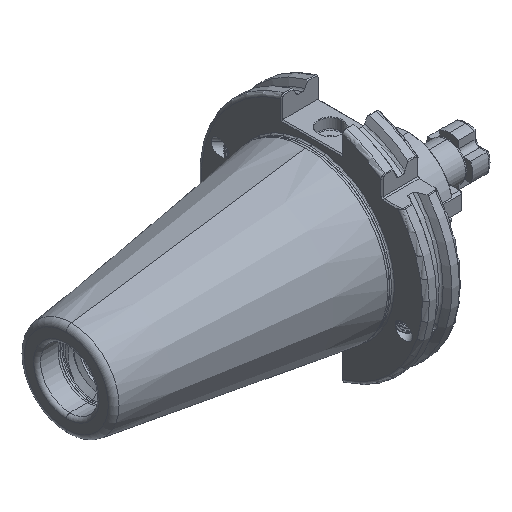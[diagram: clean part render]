
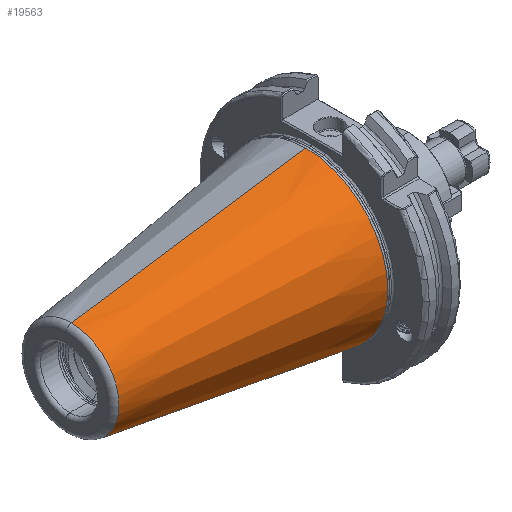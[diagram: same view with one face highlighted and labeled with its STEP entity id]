
A CAD part, isometric view. The second image highlights one B-rep face of the part: STEP entity #19563.
In plain terms, the highlighted conical face has half-angle 8.297 degrees and reference radius 35.392 mm.
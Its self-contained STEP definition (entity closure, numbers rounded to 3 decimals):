
#842 = CIRCLE ( 'NONE', #35789, 35.027 ) ;
#859 = VECTOR ( 'NONE', #5506, 1000. ) ;
#904 = LINE ( 'NONE', #5476, #859 ) ;
#942 = VECTOR ( 'NONE', #7549, 1000. ) ;
#959 = LINE ( 'NONE', #7546, #942 ) ;
#4620 = DIRECTION ( 'NONE',  ( 0., 1., 0. ) ) ;
#4623 = DIRECTION ( 'NONE',  ( 1., 0., 0. ) ) ;
#4636 = CARTESIAN_POINT ( 'NONE',  ( -2.5, 0., 0. ) ) ;
#5476 = CARTESIAN_POINT ( 'NONE',  ( 0., 0., 35.392 ) ) ;
#5506 = DIRECTION ( 'NONE',  ( 0.99, 0., 0.144 ) ) ;
#7546 = CARTESIAN_POINT ( 'NONE',  ( 0., 0., -35.392 ) ) ;
#7549 = DIRECTION ( 'NONE',  ( 0.99, 0., -0.144 ) ) ;
#10730 = EDGE_LOOP ( 'NONE', ( #13810, #13856, #13881, #13852, #13904 ) ) ;
#13810 = ORIENTED_EDGE ( 'NONE', *, *, #29741, .F. ) ;
#13852 = ORIENTED_EDGE ( 'NONE', *, *, #29144, .F. ) ;
#13856 = ORIENTED_EDGE ( 'NONE', *, *, #29154, .T. ) ;
#13881 = ORIENTED_EDGE ( 'NONE', *, *, #29814, .T. ) ;
#13904 = ORIENTED_EDGE ( 'NONE', *, *, #29715, .F. ) ;
#15482 = DIRECTION ( 'NONE',  ( 1., 0., 0. ) ) ;
#15490 = DIRECTION ( 'NONE',  ( 0., 0., -1. ) ) ;
#15501 = CARTESIAN_POINT ( 'NONE',  ( 0., 0., 0. ) ) ;
#16961 = CIRCLE ( 'NONE', #31049, 35.027 ) ;
#17213 = CIRCLE ( 'NONE', #31006, 20.399 ) ;
#19563 = ADVANCED_FACE ( 'NONE', ( #30033 ), #30064, .T. ) ;
#22178 = CARTESIAN_POINT ( 'NONE',  ( -2.5, 0., 0. ) ) ;
#22204 = DIRECTION ( 'NONE',  ( 1., 0., 0. ) ) ;
#22205 = DIRECTION ( 'NONE',  ( 0., 1., 0. ) ) ;
#22241 = CARTESIAN_POINT ( 'NONE',  ( -102.811, 0., 0. ) ) ;
#22242 = DIRECTION ( 'NONE',  ( 1., 0., 0. ) ) ;
#22243 = DIRECTION ( 'NONE',  ( 0., 0., 1. ) ) ;
#24463 = VERTEX_POINT ( 'NONE', #40040 ) ;
#24472 = VERTEX_POINT ( 'NONE', #40049 ) ;
#24571 = VERTEX_POINT ( 'NONE', #40109 ) ;
#24593 = VERTEX_POINT ( 'NONE', #40132 ) ;
#24603 = VERTEX_POINT ( 'NONE', #40111 ) ;
#29144 = EDGE_CURVE ( 'NONE', #24472, #24571, #16961, .T. ) ;
#29154 = EDGE_CURVE ( 'NONE', #24603, #24463, #17213, .T. ) ;
#29715 = EDGE_CURVE ( 'NONE', #24593, #24472, #842, .T. ) ;
#29741 = EDGE_CURVE ( 'NONE', #24603, #24593, #904, .T. ) ;
#29814 = EDGE_CURVE ( 'NONE', #24463, #24571, #959, .T. ) ;
#30033 = FACE_OUTER_BOUND ( 'NONE', #10730, .T. ) ;
#30064 = CONICAL_SURFACE ( 'NONE', #31084, 35.392, 0.145 ) ;
#31006 = AXIS2_PLACEMENT_3D ( 'NONE', #22241, #22242, #22243 ) ;
#31049 = AXIS2_PLACEMENT_3D ( 'NONE', #22178, #22204, #22205 ) ;
#31084 = AXIS2_PLACEMENT_3D ( 'NONE', #15501, #15482, #15490 ) ;
#35789 = AXIS2_PLACEMENT_3D ( 'NONE', #4636, #4623, #4620 ) ;
#40040 = CARTESIAN_POINT ( 'NONE',  ( -102.811, 0., -20.399 ) ) ;
#40049 = CARTESIAN_POINT ( 'NONE',  ( -2.5, -35.027, 0. ) ) ;
#40109 = CARTESIAN_POINT ( 'NONE',  ( -2.5, 0., -35.027 ) ) ;
#40111 = CARTESIAN_POINT ( 'NONE',  ( -102.811, 0., 20.399 ) ) ;
#40132 = CARTESIAN_POINT ( 'NONE',  ( -2.5, 0., 35.027 ) ) ;
